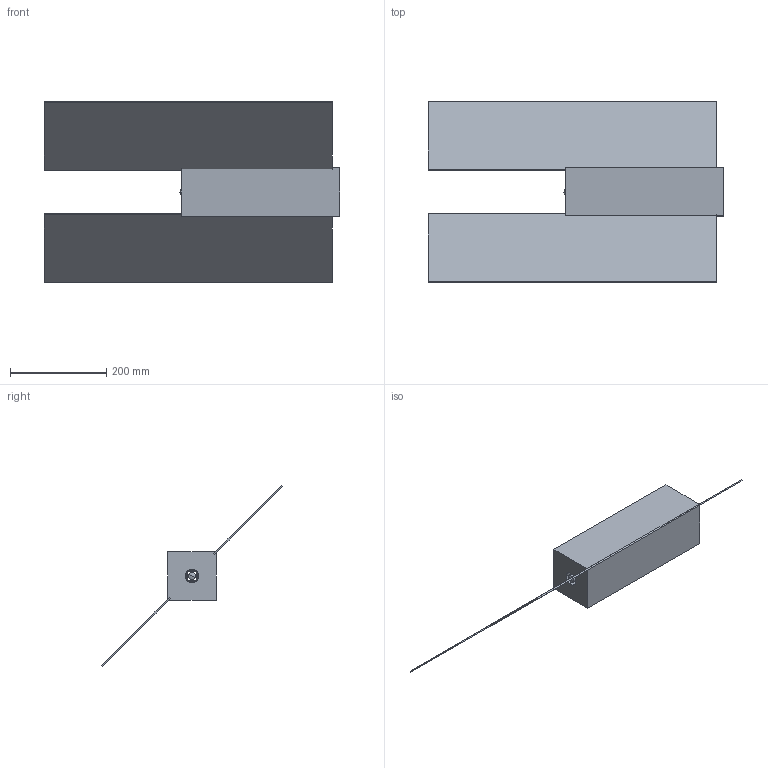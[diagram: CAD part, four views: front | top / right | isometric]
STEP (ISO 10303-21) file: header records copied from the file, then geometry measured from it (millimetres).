
FILE_DESCRIPTION(('CATIA V5 STEP Exchange'),'2;1');
FILE_NAME('CS_2120.stp','2022-07-05T10:12:28+00:00',('none'),('none'),'CATIA Version 5 Release 21 SP 6 (IN-10)','CATIA V5 STEP AP203','none');
FILE_SCHEMA(('CONFIG_CONTROL_DESIGN'));
Length unit declared in the file: millimetre
Products named in the file (1): CS_all
Bounding box: 615 x 377.89 x 377.89 mm (x, y, z)
Volume: 3245354.7 mm3; surface area: 797426.4 mm2
Topology: 4 solids, 4 shells, 313 faces, 898 edges, 590 vertices
Faces by surface type: plane 275, bspline 24, cylinder 8, cone 2, torus 2, sphere 2
Entity records: 10270 total; most frequent: CARTESIAN_POINT 2910, ORIENTED_EDGE 1788, DIRECTION 960, EDGE_CURVE 894, VECTOR 818, LINE 818, VERTEX_POINT 590, EDGE_LOOP 442
